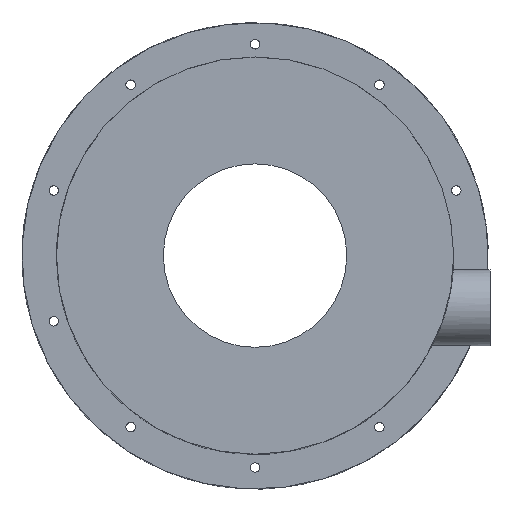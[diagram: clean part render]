
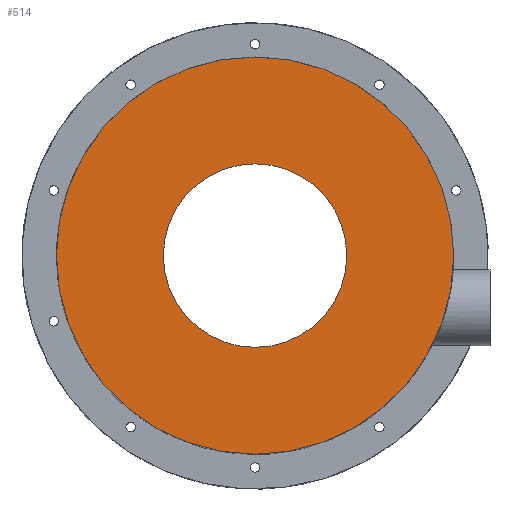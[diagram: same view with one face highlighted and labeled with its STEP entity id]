
A CAD part, top view. The second image highlights one B-rep face of the part: STEP entity #514.
In plain terms, the highlighted planar face has unit normal (0, 0, 1).
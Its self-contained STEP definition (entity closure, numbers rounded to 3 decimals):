
#20=PLANE('',#569);
#29=CIRCLE('',#558,115.);
#36=CIRCLE('',#568,53.125);
#59=FACE_BOUND('',#123,.T.);
#93=FACE_OUTER_BOUND('',#122,.T.);
#122=EDGE_LOOP('',(#408));
#123=EDGE_LOOP('',(#409));
#241=VERTEX_POINT('',#1055);
#246=VERTEX_POINT('',#1072);
#297=EDGE_CURVE('',#241,#241,#29,.T.);
#306=EDGE_CURVE('',#246,#246,#36,.T.);
#408=ORIENTED_EDGE('',*,*,#297,.T.);
#409=ORIENTED_EDGE('',*,*,#306,.T.);
#514=ADVANCED_FACE('',(#93,#59),#20,.T.);
#558=AXIS2_PLACEMENT_3D('',#1056,#652,#653);
#568=AXIS2_PLACEMENT_3D('',#1073,#674,#675);
#569=AXIS2_PLACEMENT_3D('',#1075,#677,#678);
#652=DIRECTION('center_axis',(0.,0.,1.));
#653=DIRECTION('ref_axis',(-1.,0.,0.));
#674=DIRECTION('center_axis',(0.,0.,-1.));
#675=DIRECTION('ref_axis',(-1.,0.,0.));
#677=DIRECTION('center_axis',(0.,0.,1.));
#678=DIRECTION('ref_axis',(-1.,0.,0.));
#1055=CARTESIAN_POINT('',(115.,0.,120.5));
#1056=CARTESIAN_POINT('Origin',(0.,0.,120.5));
#1072=CARTESIAN_POINT('',(53.125,0.,120.5));
#1073=CARTESIAN_POINT('Origin',(0.,0.,120.5));
#1075=CARTESIAN_POINT('Origin',(0.,0.,120.5));
